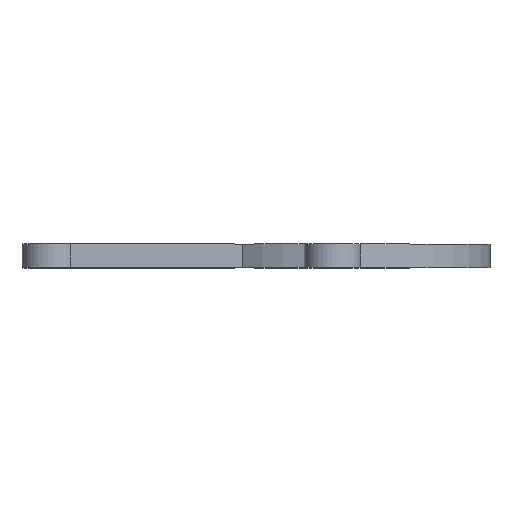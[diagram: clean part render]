
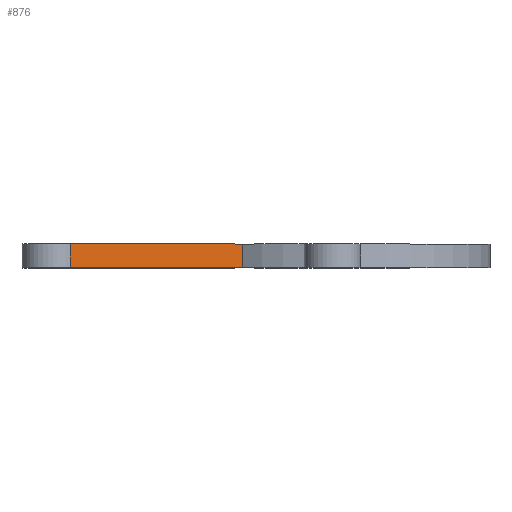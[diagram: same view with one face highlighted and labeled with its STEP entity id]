
A CAD part, top view. The second image highlights one B-rep face of the part: STEP entity #876.
In plain terms, the highlighted planar face has unit normal (0.707, 0, 0.707).
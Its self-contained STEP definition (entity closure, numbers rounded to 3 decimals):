
#53=PLANE('',#979);
#114=FACE_OUTER_BOUND('',#157,.T.);
#157=EDGE_LOOP('',(#740,#741,#742,#743));
#250=LINE('',#1469,#321);
#251=LINE('',#1472,#322);
#252=LINE('',#1474,#323);
#253=LINE('',#1475,#324);
#321=VECTOR('',#1216,10.);
#322=VECTOR('',#1219,10.);
#323=VECTOR('',#1220,10.);
#324=VECTOR('',#1221,10.);
#455=VERTEX_POINT('',#1465);
#456=VERTEX_POINT('',#1467);
#457=VERTEX_POINT('',#1471);
#458=VERTEX_POINT('',#1473);
#572=EDGE_CURVE('',#455,#456,#250,.T.);
#573=EDGE_CURVE('',#457,#455,#251,.T.);
#574=EDGE_CURVE('',#458,#456,#252,.T.);
#575=EDGE_CURVE('',#457,#458,#253,.T.);
#740=ORIENTED_EDGE('',*,*,#573,.T.);
#741=ORIENTED_EDGE('',*,*,#572,.T.);
#742=ORIENTED_EDGE('',*,*,#574,.F.);
#743=ORIENTED_EDGE('',*,*,#575,.F.);
#876=ADVANCED_FACE('',(#114),#53,.T.);
#979=AXIS2_PLACEMENT_3D('',#1470,#1217,#1218);
#1216=DIRECTION('',(0.,1.,0.));
#1217=DIRECTION('center_axis',(0.707,0.,0.707));
#1218=DIRECTION('ref_axis',(0.707,0.,-0.707));
#1219=DIRECTION('',(0.707,0.,-0.707));
#1220=DIRECTION('',(0.707,0.,-0.707));
#1221=DIRECTION('',(0.,1.,0.));
#1465=CARTESIAN_POINT('',(100.938,392.,27.548));
#1467=CARTESIAN_POINT('',(100.938,397.,27.548));
#1469=CARTESIAN_POINT('',(100.938,392.,27.548));
#1470=CARTESIAN_POINT('Origin',(64.243,392.,64.243));
#1471=CARTESIAN_POINT('',(64.243,392.,64.243));
#1472=CARTESIAN_POINT('',(64.243,392.,64.243));
#1473=CARTESIAN_POINT('',(64.243,397.,64.243));
#1474=CARTESIAN_POINT('',(64.243,397.,64.243));
#1475=CARTESIAN_POINT('',(64.243,392.,64.243));
